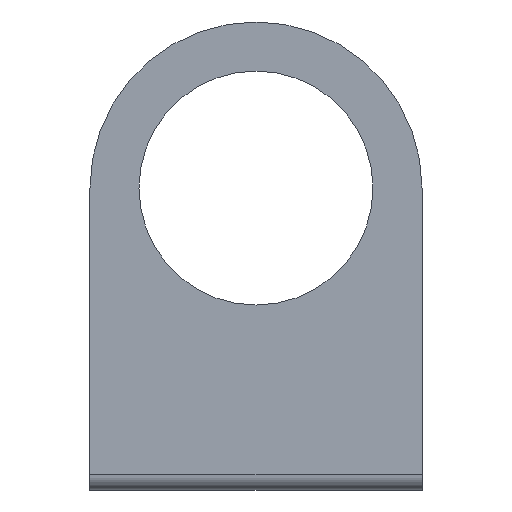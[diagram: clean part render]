
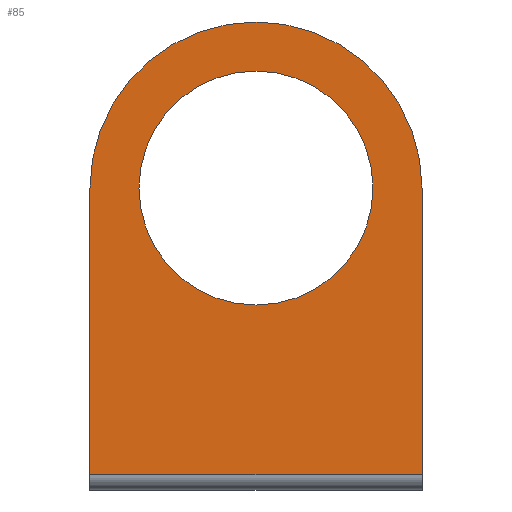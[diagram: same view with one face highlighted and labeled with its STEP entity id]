
A CAD part, front view. The second image highlights one B-rep face of the part: STEP entity #85.
In plain terms, the highlighted planar face has unit normal (0, -1, 0).
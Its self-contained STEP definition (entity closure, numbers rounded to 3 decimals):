
#85 = ADVANCED_FACE( '', ( #175, #176 ), #177, .F. );
#175 = FACE_BOUND( '', #264, .T. );
#176 = FACE_OUTER_BOUND( '', #265, .T. );
#177 = PLANE( '', #266 );
#264 = EDGE_LOOP( '', ( #449 ) );
#265 = EDGE_LOOP( '', ( #450, #451, #452, #453 ) );
#266 = AXIS2_PLACEMENT_3D( '', #454, #455, #456 );
#449 = ORIENTED_EDGE( '', *, *, #530, .T. );
#450 = ORIENTED_EDGE( '', *, *, #532, .F. );
#451 = ORIENTED_EDGE( '', *, *, #502, .F. );
#452 = ORIENTED_EDGE( '', *, *, #539, .F. );
#453 = ORIENTED_EDGE( '', *, *, #554, .F. );
#454 = CARTESIAN_POINT( '', ( 0., 0., 0. ) );
#455 = DIRECTION( '', ( 0., 1., 0. ) );
#456 = DIRECTION( '', ( 0., 0., 1. ) );
#502 = EDGE_CURVE( '', #591, #586, #593, .T. );
#530 = EDGE_CURVE( '', #638, #638, #639, .T. );
#532 = EDGE_CURVE( '', #586, #641, #642, .T. );
#539 = EDGE_CURVE( '', #653, #591, #654, .T. );
#554 = EDGE_CURVE( '', #641, #653, #674, .T. );
#586 = VERTEX_POINT( '', #713 );
#591 = VERTEX_POINT( '', #719 );
#593 = LINE( '', #721, #722 );
#638 = VERTEX_POINT( '', #780 );
#639 = CIRCLE( '', #781, 15.5 );
#641 = VERTEX_POINT( '', #783 );
#642 = LINE( '', #784, #785 );
#653 = VERTEX_POINT( '', #800 );
#654 = LINE( '', #801, #802 );
#674 = CIRCLE( '', #829, 22. );
#713 = CARTESIAN_POINT( '', ( -22., 0., -38. ) );
#719 = CARTESIAN_POINT( '', ( 22., 0., -38. ) );
#721 = CARTESIAN_POINT( '', ( 22., 0., -38. ) );
#722 = VECTOR( '', #877, 1000. );
#780 = CARTESIAN_POINT( '', ( 15.5, 0., 0. ) );
#781 = AXIS2_PLACEMENT_3D( '', #918, #919, #920 );
#783 = CARTESIAN_POINT( '', ( -22., 0., 0. ) );
#784 = CARTESIAN_POINT( '', ( -22., 0., -36. ) );
#785 = VECTOR( '', #921, 1000. );
#800 = CARTESIAN_POINT( '', ( 22., 0., 0. ) );
#801 = CARTESIAN_POINT( '', ( 22., 0., 0. ) );
#802 = VECTOR( '', #929, 1000. );
#829 = AXIS2_PLACEMENT_3D( '', #946, #947, #948 );
#877 = DIRECTION( '', ( -1., 0., 0. ) );
#918 = CARTESIAN_POINT( '', ( 0., 0., 0. ) );
#919 = DIRECTION( '', ( 0., 1., 0. ) );
#920 = DIRECTION( '', ( 1., 0., 0. ) );
#921 = DIRECTION( '', ( 0., 0., 1. ) );
#929 = DIRECTION( '', ( 0., 0., -1. ) );
#946 = CARTESIAN_POINT( '', ( 0., 0., 0. ) );
#947 = DIRECTION( '', ( 0., 1., 0. ) );
#948 = DIRECTION( '', ( 1., 0., 0. ) );
